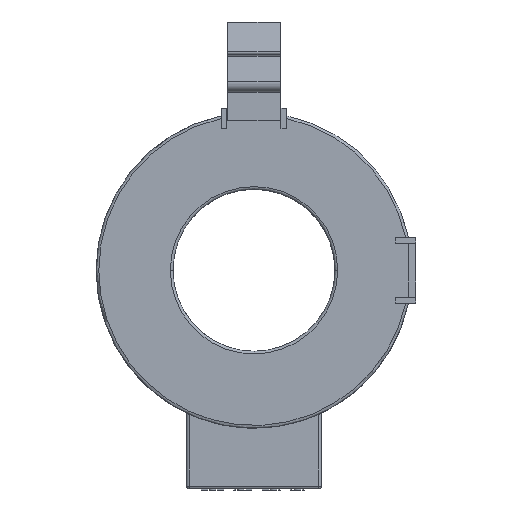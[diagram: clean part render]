
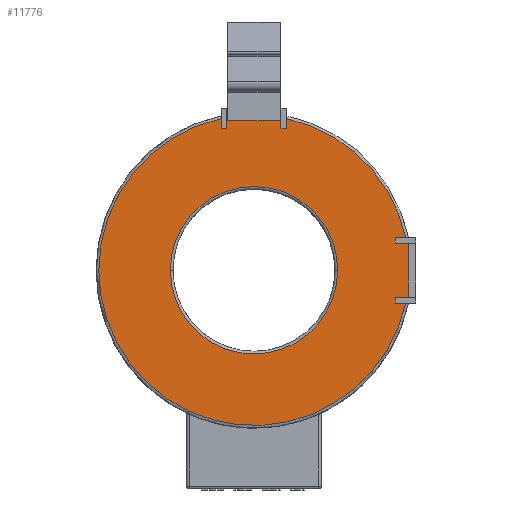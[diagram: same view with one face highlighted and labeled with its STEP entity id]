
A CAD part, front view. The second image highlights one B-rep face of the part: STEP entity #11776.
In plain terms, the highlighted planar face has unit normal (0, -1, 0).
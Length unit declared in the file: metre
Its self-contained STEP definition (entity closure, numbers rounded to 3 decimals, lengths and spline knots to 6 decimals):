
#1583=CARTESIAN_POINT('',(0.,-0.0115,0.));
#1584=DIRECTION('',(0.,1.,0.));
#1585=DIRECTION('',(1.,0.,0.));
#1586=AXIS2_PLACEMENT_3D('',#1583,#1584,#1585);
#1588=CARTESIAN_POINT('',(0.,-0.0115,0.));
#1589=DIRECTION('',(0.,1.,0.));
#1590=DIRECTION('',(1.,0.,0.01));
#1591=AXIS2_PLACEMENT_3D('',#1588,#1589,#1590);
#1593=CARTESIAN_POINT('',(0.,-0.0115,0.));
#1594=DIRECTION('',(0.,1.,0.));
#1595=DIRECTION('',(-1.,0.,0.));
#1596=AXIS2_PLACEMENT_3D('',#1593,#1594,#1595);
#1598=CARTESIAN_POINT('',(0.,-0.0115,0.));
#1599=DIRECTION('',(0.,1.,0.));
#1600=DIRECTION('',(-1.,0.,-0.01));
#1601=AXIS2_PLACEMENT_3D('',#1598,#1599,#1600);
#1603=CARTESIAN_POINT('',(0.,-0.0115,0.));
#1604=DIRECTION('',(0.,-1.,0.));
#1605=DIRECTION('',(0.212,0.,-0.977));
#1606=AXIS2_PLACEMENT_3D('',#1603,#1604,#1605);
#1608=CARTESIAN_POINT('',(0.,-0.0115,0.));
#1609=DIRECTION('',(0.,-1.,0.));
#1610=DIRECTION('',(-1.,0.,0.001));
#1611=AXIS2_PLACEMENT_3D('',#1608,#1609,#1610);
#1613=CARTESIAN_POINT('',(0.,-0.0115,0.));
#1614=DIRECTION('',(0.,-1.,0.));
#1615=DIRECTION('',(-0.212,0.,0.977));
#1616=AXIS2_PLACEMENT_3D('',#1613,#1614,#1615);
#1618=CARTESIAN_POINT('',(0.,-0.0115,0.));
#1619=DIRECTION('',(0.,-1.,0.));
#1620=DIRECTION('',(0.977,0.,0.212));
#1621=AXIS2_PLACEMENT_3D('',#1618,#1619,#1620);
#6846=DIRECTION('',(0.,0.,-1.));
#6847=VECTOR('',#6846,0.0011);
#6848=CARTESIAN_POINT('',(0.0262,-0.0115,-0.005));
#6849=LINE('',#6848,#6847);
#6870=DIRECTION('',(1.,0.,0.));
#6871=VECTOR('',#6870,0.001895);
#6872=CARTESIAN_POINT('',(0.0262,-0.0115,-0.0061));
#6873=LINE('',#6872,#6871);
#6889=DIRECTION('',(0.,0.,-1.));
#6890=VECTOR('',#6889,0.001895);
#6891=CARTESIAN_POINT('',(-0.0061,-0.0115,0.028095));
#6892=LINE('',#6891,#6890);
#6921=DIRECTION('',(1.,0.,0.));
#6922=VECTOR('',#6921,0.0011);
#6923=CARTESIAN_POINT('',(-0.0061,-0.0115,0.0262));
#6924=LINE('',#6923,#6922);
#6945=DIRECTION('',(0.,0.,1.));
#6946=VECTOR('',#6945,0.0025);
#6947=CARTESIAN_POINT('',(-0.005,-0.0115,0.0262));
#6948=LINE('',#6947,#6946);
#8740=DIRECTION('',(1.,0.,0.));
#8741=VECTOR('',#8740,0.01);
#8742=CARTESIAN_POINT('',(-0.005,-0.0115,0.0287));
#8743=LINE('',#8742,#8741);
#8752=DIRECTION('',(0.,0.,-1.));
#8753=VECTOR('',#8752,0.0025);
#8754=CARTESIAN_POINT('',(0.005,-0.0115,0.0287));
#8755=LINE('',#8754,#8753);
#8780=DIRECTION('',(1.,0.,0.));
#8781=VECTOR('',#8780,0.0011);
#8782=CARTESIAN_POINT('',(0.005,-0.0115,0.0262));
#8783=LINE('',#8782,#8781);
#8796=DIRECTION('',(0.,0.,1.));
#8797=VECTOR('',#8796,0.001895);
#8798=CARTESIAN_POINT('',(0.0061,-0.0115,0.0262));
#8799=LINE('',#8798,#8797);
#8846=DIRECTION('',(-1.,0.,0.));
#8847=VECTOR('',#8846,0.001895);
#8848=CARTESIAN_POINT('',(0.028095,-0.0115,0.0061));
#8849=LINE('',#8848,#8847);
#8870=DIRECTION('',(0.,0.,-1.));
#8871=VECTOR('',#8870,0.0011);
#8872=CARTESIAN_POINT('',(0.0262,-0.0115,0.0061));
#8873=LINE('',#8872,#8871);
#8894=DIRECTION('',(1.,0.,0.));
#8895=VECTOR('',#8894,0.0025);
#8896=CARTESIAN_POINT('',(0.0262,-0.0115,0.005));
#8897=LINE('',#8896,#8895);
#8918=DIRECTION('',(-1.,0.,0.));
#8919=VECTOR('',#8918,0.0025);
#8920=CARTESIAN_POINT('',(0.0287,-0.0115,-0.005));
#8921=LINE('',#8920,#8919);
#8930=DIRECTION('',(0.,0.,-1.));
#8931=VECTOR('',#8930,0.01);
#8932=CARTESIAN_POINT('',(0.0287,-0.0115,0.005));
#8933=LINE('',#8932,#8931);
#9556=CARTESIAN_POINT('',(-0.0061,-0.0115,0.028095));
#9557=CARTESIAN_POINT('',(-0.02875,-0.0115,0.000027));
#9558=VERTEX_POINT('',#9556);
#9559=VERTEX_POINT('',#9557);
#9560=CARTESIAN_POINT('',(0.0061,-0.0115,-0.028095));
#9561=VERTEX_POINT('',#9560);
#9562=CARTESIAN_POINT('',(0.028095,-0.0115,-0.0061));
#9563=VERTEX_POINT('',#9562);
#9564=CARTESIAN_POINT('',(-0.0061,-0.0115,0.0262));
#9565=VERTEX_POINT('',#9564);
#9566=CARTESIAN_POINT('',(-0.005,-0.0115,0.0262));
#9567=VERTEX_POINT('',#9566);
#9568=CARTESIAN_POINT('',(-0.005,-0.0115,0.0287));
#9569=VERTEX_POINT('',#9568);
#9570=CARTESIAN_POINT('',(0.005,-0.0115,0.0287));
#9571=VERTEX_POINT('',#9570);
#9572=CARTESIAN_POINT('',(0.005,-0.0115,0.0262));
#9573=VERTEX_POINT('',#9572);
#9574=CARTESIAN_POINT('',(0.0061,-0.0115,0.0262));
#9575=VERTEX_POINT('',#9574);
#9576=CARTESIAN_POINT('',(0.0061,-0.0115,0.028095));
#9577=VERTEX_POINT('',#9576);
#9578=CARTESIAN_POINT('',(0.028095,-0.0115,0.0061));
#9579=VERTEX_POINT('',#9578);
#9580=CARTESIAN_POINT('',(0.0262,-0.0115,0.0061));
#9581=VERTEX_POINT('',#9580);
#9582=CARTESIAN_POINT('',(0.0262,-0.0115,0.005));
#9583=VERTEX_POINT('',#9582);
#9584=CARTESIAN_POINT('',(0.0287,-0.0115,0.005));
#9585=VERTEX_POINT('',#9584);
#9586=CARTESIAN_POINT('',(0.0287,-0.0115,-0.005));
#9587=VERTEX_POINT('',#9586);
#9588=CARTESIAN_POINT('',(0.0262,-0.0115,-0.005));
#9589=VERTEX_POINT('',#9588);
#9590=CARTESIAN_POINT('',(0.0262,-0.0115,-0.0061));
#9591=VERTEX_POINT('',#9590);
#9592=CARTESIAN_POINT('',(-0.0155,-0.0115,0.));
#9593=CARTESIAN_POINT('',(0.015499,-0.0115,0.000156));
#9594=VERTEX_POINT('',#9592);
#9595=VERTEX_POINT('',#9593);
#9596=CARTESIAN_POINT('',(0.0155,-0.0115,0.));
#9597=VERTEX_POINT('',#9596);
#9598=CARTESIAN_POINT('',(-0.015499,-0.0115,-0.000156));
#9599=VERTEX_POINT('',#9598);
#11723=CARTESIAN_POINT('',(0.,-0.0115,0.));
#11724=DIRECTION('',(0.,1.,0.));
#11725=DIRECTION('',(1.,0.,0.));
#11726=AXIS2_PLACEMENT_3D('',#11723,#11724,#11725);
#11727=PLANE('',#11726);
#11729=ORIENTED_EDGE('',*,*,#11728,.T.);
#11731=ORIENTED_EDGE('',*,*,#11730,.F.);
#11733=ORIENTED_EDGE('',*,*,#11732,.F.);
#11735=ORIENTED_EDGE('',*,*,#11734,.F.);
#11737=ORIENTED_EDGE('',*,*,#11736,.T.);
#11739=ORIENTED_EDGE('',*,*,#11738,.T.);
#11741=ORIENTED_EDGE('',*,*,#11740,.T.);
#11743=ORIENTED_EDGE('',*,*,#11742,.T.);
#11745=ORIENTED_EDGE('',*,*,#11744,.T.);
#11747=ORIENTED_EDGE('',*,*,#11746,.T.);
#11749=ORIENTED_EDGE('',*,*,#11748,.T.);
#11751=ORIENTED_EDGE('',*,*,#11750,.F.);
#11753=ORIENTED_EDGE('',*,*,#11752,.T.);
#11755=ORIENTED_EDGE('',*,*,#11754,.T.);
#11757=ORIENTED_EDGE('',*,*,#11756,.T.);
#11759=ORIENTED_EDGE('',*,*,#11758,.T.);
#11761=ORIENTED_EDGE('',*,*,#11760,.T.);
#11763=ORIENTED_EDGE('',*,*,#11762,.T.);
#11764=EDGE_LOOP('',(#11729,#11731,#11733,#11735,#11737,#11739,#11741,#11743,
#11745,#11747,#11749,#11751,#11753,#11755,#11757,#11759,#11761,#11763));
#11765=FACE_OUTER_BOUND('',#11764,.F.);
#11767=ORIENTED_EDGE('',*,*,#11766,.F.);
#11769=ORIENTED_EDGE('',*,*,#11768,.F.);
#11771=ORIENTED_EDGE('',*,*,#11770,.F.);
#11773=ORIENTED_EDGE('',*,*,#11772,.F.);
#11774=EDGE_LOOP('',(#11767,#11769,#11771,#11773));
#11775=FACE_BOUND('',#11774,.F.);
#1587=CIRCLE('',#1586,0.0155);
#1592=CIRCLE('',#1591,0.0155);
#1597=CIRCLE('',#1596,0.0155);
#1602=CIRCLE('',#1601,0.0155);
#1607=CIRCLE('',#1606,0.02875);
#1612=CIRCLE('',#1611,0.02875);
#1617=CIRCLE('',#1616,0.02875);
#1622=CIRCLE('',#1621,0.02875);
#11728=EDGE_CURVE('',#9591,#9563,#6873,.T.);
#11730=EDGE_CURVE('',#9561,#9563,#1607,.T.);
#11732=EDGE_CURVE('',#9559,#9561,#1612,.T.);
#11734=EDGE_CURVE('',#9558,#9559,#1617,.T.);
#11736=EDGE_CURVE('',#9558,#9565,#6892,.T.);
#11738=EDGE_CURVE('',#9565,#9567,#6924,.T.);
#11740=EDGE_CURVE('',#9567,#9569,#6948,.T.);
#11742=EDGE_CURVE('',#9569,#9571,#8743,.T.);
#11744=EDGE_CURVE('',#9571,#9573,#8755,.T.);
#11746=EDGE_CURVE('',#9573,#9575,#8783,.T.);
#11748=EDGE_CURVE('',#9575,#9577,#8799,.T.);
#11750=EDGE_CURVE('',#9579,#9577,#1622,.T.);
#11752=EDGE_CURVE('',#9579,#9581,#8849,.T.);
#11754=EDGE_CURVE('',#9581,#9583,#8873,.T.);
#11756=EDGE_CURVE('',#9583,#9585,#8897,.T.);
#11758=EDGE_CURVE('',#9585,#9587,#8933,.T.);
#11760=EDGE_CURVE('',#9587,#9589,#8921,.T.);
#11762=EDGE_CURVE('',#9589,#9591,#6849,.T.);
#11766=EDGE_CURVE('',#9597,#9599,#1587,.T.);
#11768=EDGE_CURVE('',#9595,#9597,#1592,.T.);
#11770=EDGE_CURVE('',#9594,#9595,#1597,.T.);
#11772=EDGE_CURVE('',#9599,#9594,#1602,.T.);
#11776=ADVANCED_FACE('',(#11765,#11775),#11727,.F.);
